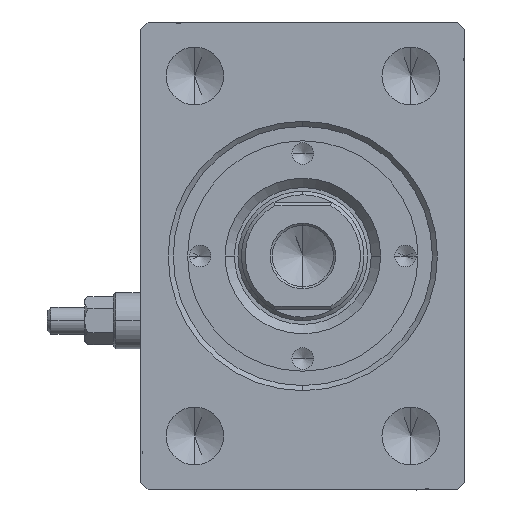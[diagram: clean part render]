
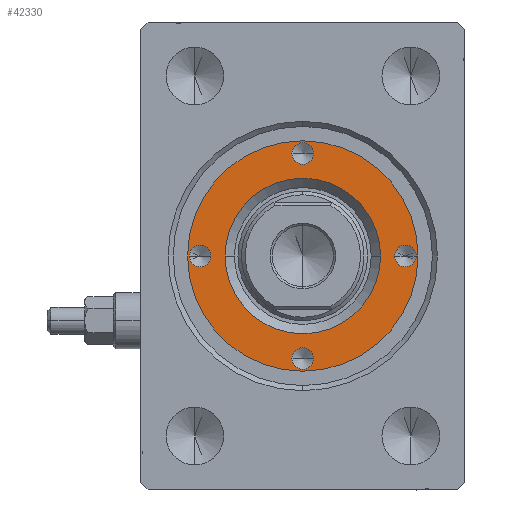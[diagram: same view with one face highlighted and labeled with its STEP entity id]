
A CAD part, left-side view. The second image highlights one B-rep face of the part: STEP entity #42330.
In plain terms, the highlighted face is planar.
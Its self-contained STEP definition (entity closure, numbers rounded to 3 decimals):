
#168 = CIRCLE ( 'NONE', #44680, 1.5 ) ;
#623 = CIRCLE ( 'NONE', #10847, 10.8 ) ;
#745 = DIRECTION ( 'NONE',  ( 0., 0., 1. ) ) ;
#833 = CARTESIAN_POINT ( 'NONE',  ( -14.25, 0., 7. ) ) ;
#1651 = AXIS2_PLACEMENT_3D ( 'NONE', #42338, #3291, #41898 ) ;
#2296 = DIRECTION ( 'NONE',  ( 1., 0., 0. ) ) ;
#3291 = DIRECTION ( 'NONE',  ( 0., 0., 1. ) ) ;
#3429 = CARTESIAN_POINT ( 'NONE',  ( -15.75, 0., 7. ) ) ;
#3581 = AXIS2_PLACEMENT_3D ( 'NONE', #41654, #745, #7382 ) ;
#3697 = CARTESIAN_POINT ( 'NONE',  ( -16., 0., 7. ) ) ;
#3980 = FACE_BOUND ( 'NONE', #28484, .T. ) ;
#3992 = EDGE_CURVE ( 'NONE', #33777, #10051, #23422, .T. ) ;
#4138 = CARTESIAN_POINT ( 'NONE',  ( -10.8, 0., 7. ) ) ;
#4568 = CARTESIAN_POINT ( 'NONE',  ( 14.25, 0., 7. ) ) ;
#5840 = EDGE_CURVE ( 'NONE', #42568, #20801, #168, .T. ) ;
#5869 = AXIS2_PLACEMENT_3D ( 'NONE', #26340, #19921, #26575 ) ;
#6636 = CIRCLE ( 'NONE', #43855, 16. ) ;
#6984 = CARTESIAN_POINT ( 'NONE',  ( 0., 0., 7. ) ) ;
#7067 = DIRECTION ( 'NONE',  ( 0., 0., 1. ) ) ;
#7160 = EDGE_CURVE ( 'NONE', #20801, #42568, #27184, .T. ) ;
#7168 = ORIENTED_EDGE ( 'NONE', *, *, #9536, .F. ) ;
#7382 = DIRECTION ( 'NONE',  ( 1., 0., 0. ) ) ;
#7406 = VERTEX_POINT ( 'NONE', #26058 ) ;
#8073 = VERTEX_POINT ( 'NONE', #19213 ) ;
#8508 = DIRECTION ( 'NONE',  ( 1., 0., 0. ) ) ;
#9077 = DIRECTION ( 'NONE',  ( 0., 0., 1. ) ) ;
#9536 = EDGE_CURVE ( 'NONE', #32342, #31045, #23582, .T. ) ;
#10051 = VERTEX_POINT ( 'NONE', #32011 ) ;
#10217 = AXIS2_PLACEMENT_3D ( 'NONE', #15983, #19412, #2296 ) ;
#10626 = DIRECTION ( 'NONE',  ( 1., 0., 0. ) ) ;
#10842 = DIRECTION ( 'NONE',  ( 0., 0., 1. ) ) ;
#10847 = AXIS2_PLACEMENT_3D ( 'NONE', #14204, #16927, #38405 ) ;
#11266 = ORIENTED_EDGE ( 'NONE', *, *, #26752, .F. ) ;
#11869 = CARTESIAN_POINT ( 'NONE',  ( 1.5, 14.25, 7. ) ) ;
#12780 = EDGE_CURVE ( 'NONE', #10051, #33777, #35237, .T. ) ;
#13214 = AXIS2_PLACEMENT_3D ( 'NONE', #26516, #40445, #40216 ) ;
#13286 = VERTEX_POINT ( 'NONE', #32207 ) ;
#13295 = DIRECTION ( 'NONE',  ( 0., 0., 1. ) ) ;
#14204 = CARTESIAN_POINT ( 'NONE',  ( 0., 0., 7. ) ) ;
#14213 = AXIS2_PLACEMENT_3D ( 'NONE', #4568, #14845, #15067 ) ;
#14845 = DIRECTION ( 'NONE',  ( 0., 0., 1. ) ) ;
#15067 = DIRECTION ( 'NONE',  ( 1., 0., 0. ) ) ;
#15199 = DIRECTION ( 'NONE',  ( 1., 0., 0. ) ) ;
#15983 = CARTESIAN_POINT ( 'NONE',  ( 0., 0., 7. ) ) ;
#16058 = CIRCLE ( 'NONE', #10217, 16. ) ;
#16198 = EDGE_LOOP ( 'NONE', ( #20651, #35235 ) ) ;
#16767 = CIRCLE ( 'NONE', #5869, 10.8 ) ;
#16808 = CARTESIAN_POINT ( 'NONE',  ( 0., 14.25, 7. ) ) ;
#16927 = DIRECTION ( 'NONE',  ( 0., 0., -1. ) ) ;
#17206 = EDGE_CURVE ( 'NONE', #13286, #8073, #27355, .T. ) ;
#17665 = FACE_OUTER_BOUND ( 'NONE', #34679, .T. ) ;
#17970 = DIRECTION ( 'NONE',  ( 0., 0., 1. ) ) ;
#17985 = ORIENTED_EDGE ( 'NONE', *, *, #31636, .T. ) ;
#19213 = CARTESIAN_POINT ( 'NONE',  ( 15.75, 0., 7. ) ) ;
#19412 = DIRECTION ( 'NONE',  ( 0., 0., 1. ) ) ;
#19902 = AXIS2_PLACEMENT_3D ( 'NONE', #23800, #13295, #20603 ) ;
#19921 = DIRECTION ( 'NONE',  ( 0., 0., -1. ) ) ;
#20603 = DIRECTION ( 'NONE',  ( 1., 0., 0. ) ) ;
#20651 = ORIENTED_EDGE ( 'NONE', *, *, #3992, .F. ) ;
#20801 = VERTEX_POINT ( 'NONE', #3429 ) ;
#21263 = CARTESIAN_POINT ( 'NONE',  ( -12.75, 0., 7. ) ) ;
#21329 = ORIENTED_EDGE ( 'NONE', *, *, #22632, .T. ) ;
#21551 = FACE_BOUND ( 'NONE', #34513, .T. ) ;
#21935 = VERTEX_POINT ( 'NONE', #3697 ) ;
#22215 = CARTESIAN_POINT ( 'NONE',  ( 0., 14.25, 7. ) ) ;
#22538 = ORIENTED_EDGE ( 'NONE', *, *, #31851, .T. ) ;
#22632 = EDGE_CURVE ( 'NONE', #42634, #7406, #623, .T. ) ;
#22810 = CARTESIAN_POINT ( 'NONE',  ( 1.5, -14.25, 7. ) ) ;
#23057 = EDGE_LOOP ( 'NONE', ( #11266, #7168 ) ) ;
#23422 = CIRCLE ( 'NONE', #13214, 1.5 ) ;
#23582 = CIRCLE ( 'NONE', #27995, 1.5 ) ;
#23800 = CARTESIAN_POINT ( 'NONE',  ( 0., -14.25, 7. ) ) ;
#24827 = CARTESIAN_POINT ( 'NONE',  ( -1.5, 14.25, 7. ) ) ;
#24974 = ORIENTED_EDGE ( 'NONE', *, *, #33353, .F. ) ;
#25715 = AXIS2_PLACEMENT_3D ( 'NONE', #29158, #17970, #15199 ) ;
#26058 = CARTESIAN_POINT ( 'NONE',  ( 10.8, 0., 7. ) ) ;
#26340 = CARTESIAN_POINT ( 'NONE',  ( 0., 0., 7. ) ) ;
#26516 = CARTESIAN_POINT ( 'NONE',  ( 0., -14.25, 7. ) ) ;
#26575 = DIRECTION ( 'NONE',  ( 1., 0., 0. ) ) ;
#26752 = EDGE_CURVE ( 'NONE', #31045, #32342, #29087, .T. ) ;
#27184 = CIRCLE ( 'NONE', #25715, 1.5 ) ;
#27355 = CIRCLE ( 'NONE', #14213, 1.5 ) ;
#27995 = AXIS2_PLACEMENT_3D ( 'NONE', #16808, #9077, #30323 ) ;
#28405 = CIRCLE ( 'NONE', #3581, 1.5 ) ;
#28484 = EDGE_LOOP ( 'NONE', ( #24974, #31180 ) ) ;
#28655 = ORIENTED_EDGE ( 'NONE', *, *, #7160, .F. ) ;
#29087 = CIRCLE ( 'NONE', #39269, 1.5 ) ;
#29158 = CARTESIAN_POINT ( 'NONE',  ( -14.25, 0., 7. ) ) ;
#30323 = DIRECTION ( 'NONE',  ( 1., 0., 0. ) ) ;
#31045 = VERTEX_POINT ( 'NONE', #11869 ) ;
#31167 = FACE_BOUND ( 'NONE', #43311, .T. ) ;
#31180 = ORIENTED_EDGE ( 'NONE', *, *, #17206, .F. ) ;
#31636 = EDGE_CURVE ( 'NONE', #7406, #42634, #16767, .T. ) ;
#31851 = EDGE_CURVE ( 'NONE', #21935, #31955, #16058, .T. ) ;
#31955 = VERTEX_POINT ( 'NONE', #37892 ) ;
#32011 = CARTESIAN_POINT ( 'NONE',  ( -1.5, -14.25, 7. ) ) ;
#32207 = CARTESIAN_POINT ( 'NONE',  ( 12.75, 0., 7. ) ) ;
#32342 = VERTEX_POINT ( 'NONE', #24827 ) ;
#33190 = DIRECTION ( 'NONE',  ( 0., 0., 1. ) ) ;
#33353 = EDGE_CURVE ( 'NONE', #8073, #13286, #28405, .T. ) ;
#33777 = VERTEX_POINT ( 'NONE', #22810 ) ;
#34513 = EDGE_LOOP ( 'NONE', ( #17985, #21329 ) ) ;
#34679 = EDGE_LOOP ( 'NONE', ( #22538, #36247 ) ) ;
#34969 = ORIENTED_EDGE ( 'NONE', *, *, #5840, .F. ) ;
#35235 = ORIENTED_EDGE ( 'NONE', *, *, #12780, .F. ) ;
#35237 = CIRCLE ( 'NONE', #19902, 1.5 ) ;
#35252 = FACE_BOUND ( 'NONE', #16198, .T. ) ;
#36247 = ORIENTED_EDGE ( 'NONE', *, *, #38047, .T. ) ;
#37886 = DIRECTION ( 'NONE',  ( 1., 0., 0. ) ) ;
#37892 = CARTESIAN_POINT ( 'NONE',  ( 16., 0., 7. ) ) ;
#38047 = EDGE_CURVE ( 'NONE', #31955, #21935, #6636, .T. ) ;
#38405 = DIRECTION ( 'NONE',  ( 1., 0., 0. ) ) ;
#38903 = FACE_BOUND ( 'NONE', #23057, .T. ) ;
#39269 = AXIS2_PLACEMENT_3D ( 'NONE', #22215, #33190, #8508 ) ;
#40216 = DIRECTION ( 'NONE',  ( 1., 0., 0. ) ) ;
#40445 = DIRECTION ( 'NONE',  ( 0., 0., 1. ) ) ;
#41654 = CARTESIAN_POINT ( 'NONE',  ( 14.25, 0., 7. ) ) ;
#41898 = DIRECTION ( 'NONE',  ( 1., 0., 0. ) ) ;
#42330 = ADVANCED_FACE ( 'NONE', ( #31167, #38903, #3980, #35252, #21551, #17665 ), #45096, .T. ) ;
#42338 = CARTESIAN_POINT ( 'NONE',  ( 0., 0., 7. ) ) ;
#42568 = VERTEX_POINT ( 'NONE', #21263 ) ;
#42634 = VERTEX_POINT ( 'NONE', #4138 ) ;
#43311 = EDGE_LOOP ( 'NONE', ( #34969, #28655 ) ) ;
#43855 = AXIS2_PLACEMENT_3D ( 'NONE', #6984, #10842, #10626 ) ;
#44680 = AXIS2_PLACEMENT_3D ( 'NONE', #833, #7067, #37886 ) ;
#45096 = PLANE ( 'NONE',  #1651 ) ;
